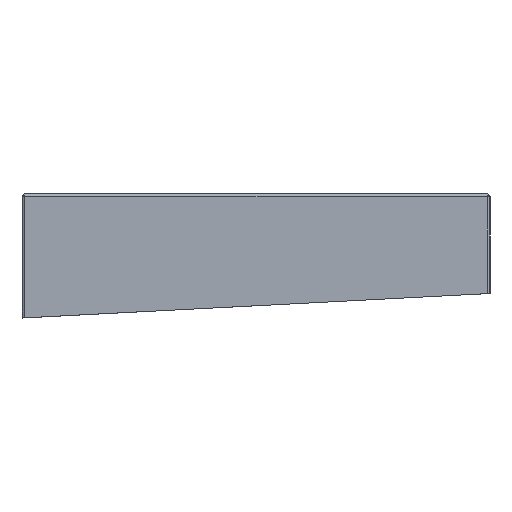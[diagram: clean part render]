
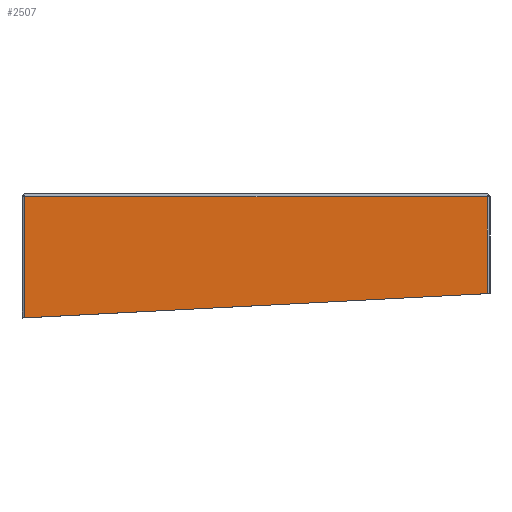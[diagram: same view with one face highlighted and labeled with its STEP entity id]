
A CAD part, left-side view. The second image highlights one B-rep face of the part: STEP entity #2507.
In plain terms, the highlighted planar face has unit normal (-1, 0, 0).
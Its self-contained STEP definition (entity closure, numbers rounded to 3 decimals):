
#195=PLANE('',#2763);
#314=FACE_OUTER_BOUND('',#472,.T.);
#472=EDGE_LOOP('',(#2187,#2188,#2189,#2190));
#699=LINE('',#4269,#925);
#705=LINE('',#4290,#931);
#710=LINE('',#4307,#936);
#714=LINE('',#4321,#940);
#925=VECTOR('',#3367,10.);
#931=VECTOR('',#3397,10.);
#936=VECTOR('',#3416,10.);
#940=VECTOR('',#3432,10.);
#1218=VERTEX_POINT('',#4265);
#1219=VERTEX_POINT('',#4267);
#1222=VERTEX_POINT('',#4288);
#1227=VERTEX_POINT('',#4305);
#1544=EDGE_CURVE('',#1219,#1218,#699,.T.);
#1555=EDGE_CURVE('',#1222,#1219,#705,.T.);
#1563=EDGE_CURVE('',#1222,#1227,#710,.F.);
#1571=EDGE_CURVE('',#1218,#1227,#714,.T.);
#2187=ORIENTED_EDGE('',*,*,#1544,.F.);
#2188=ORIENTED_EDGE('',*,*,#1555,.F.);
#2189=ORIENTED_EDGE('',*,*,#1563,.T.);
#2190=ORIENTED_EDGE('',*,*,#1571,.F.);
#2507=ADVANCED_FACE('',(#314),#195,.T.);
#2763=AXIS2_PLACEMENT_3D('',#4320,#3430,#3431);
#3367=DIRECTION('',(0.,-1.,0.));
#3397=DIRECTION('',(0.,0.,1.));
#3416=DIRECTION('',(0.,0.999,-0.052));
#3430=DIRECTION('center_axis',(-1.,0.,0.));
#3431=DIRECTION('ref_axis',(0.,-1.,0.));
#3432=DIRECTION('',(0.,0.,-1.));
#4265=CARTESIAN_POINT('',(-15.,-71.5,9.5));
#4267=CARTESIAN_POINT('',(-15.,14.5,9.5));
#4269=CARTESIAN_POINT('',(-15.,-8.25,9.5));
#4288=CARTESIAN_POINT('',(-15.,14.5,-13.032));
#4290=CARTESIAN_POINT('',(-15.,14.5,0.));
#4305=CARTESIAN_POINT('',(-15.,-71.5,-8.525));
#4307=CARTESIAN_POINT('',(-15.,-8.541,-11.824));
#4320=CARTESIAN_POINT('Origin',(-15.,12.,0.));
#4321=CARTESIAN_POINT('',(-15.,-71.5,0.));
